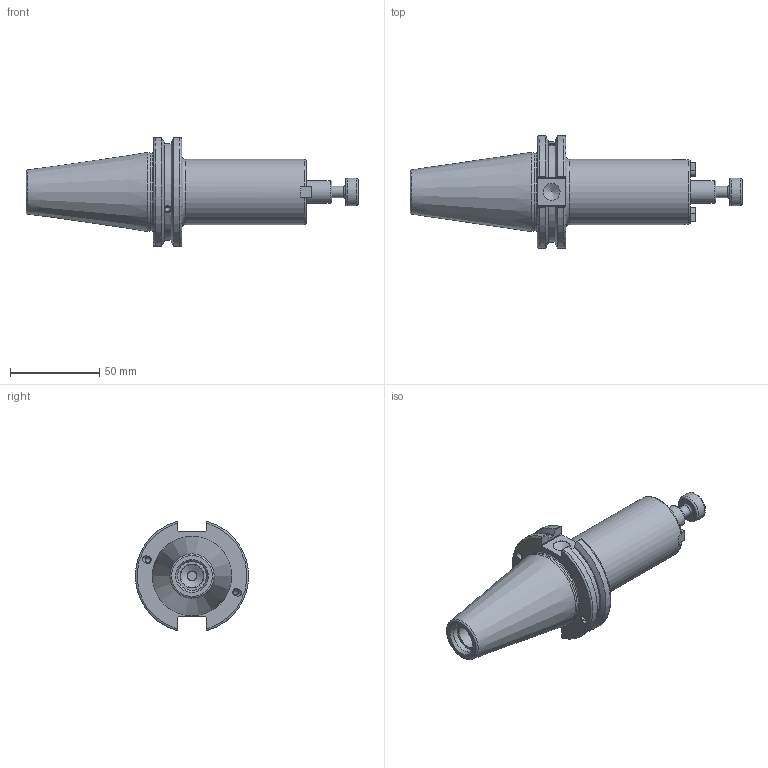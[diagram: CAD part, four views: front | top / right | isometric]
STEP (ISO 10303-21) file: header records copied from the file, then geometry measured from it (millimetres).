
FILE_DESCRIPTION(/* description */ (''),/* implementation_level */ '2;1');
FILE_NAME(/* name */ 'EK306B.stp',/* time_stamp */ '2023-06-12T09:58:08+09:00',/* author */ ('eos'),/* organization */ (''),/* preprocessor_version */ 'ST-DEVELOPER v18.1',/* originating_system */ 'Autodesk Inventor 2022',/* authorisation */ '');
FILE_SCHEMA (('AUTOMOTIVE_DESIGN { 1 0 10303 214 3 1 1 }'));
Products named in the file (5): LO-CAT40ADB-SMA12.7-38; CAT50; #4945; SMA27-DRIV EKEY-SECO; COLLAR BOLT-UNF3_4-16x47L
Assembly tree (4 placements, depth 2):
  LO-CAT40ADB-SMA12.7-38
    CAT50
    SMA27-DRIV EKEY-SECO  x2
    COLLAR BOLT-UNF3_4-16x47L
  #4945
Bounding box: 186.1 x 63.26 x 61.09 mm (x, y, z)
Volume: 170528.3 mm3; surface area: 33959.3 mm2
Topology: 6 solids, 6 shells, 171 faces, 433 edges, 282 vertices
Faces by surface type: plane 88, cylinder 46, cone 20, torus 17
Full cylindrical faces by diameter (mm): 1.941 x2, 2.515 x2, 2.6 x2, 3.242 x8, 4 x2, 4.089 x2, 4.2 x4, 5.359 x1, 6.35 x2, 7 x1, 9.525 x1, 12.7 x1, 13 x1, 13.386 x1, 15.7 x1, 16.3 x1, 36.53 x1, 43.6 x1
Entity records: 4914 total; most frequent: CARTESIAN_POINT 1130, DIRECTION 776, ORIENTED_EDGE 744, EDGE_CURVE 372, AXIS2_PLACEMENT_3D 303, VERTEX_POINT 246, EDGE_LOOP 172, LINE 170
